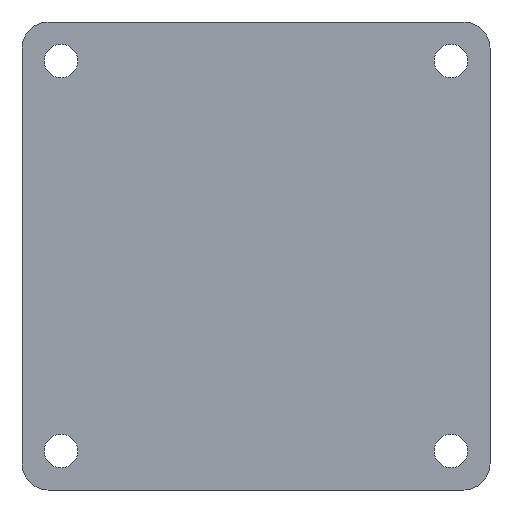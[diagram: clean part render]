
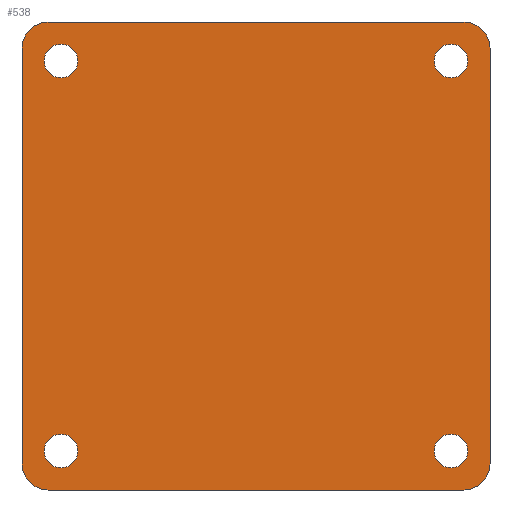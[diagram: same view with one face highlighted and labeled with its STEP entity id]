
A CAD part, front view. The second image highlights one B-rep face of the part: STEP entity #538.
In plain terms, the highlighted planar face has unit normal (0, -1, 0).
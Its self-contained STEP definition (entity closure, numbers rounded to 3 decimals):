
#7 = CARTESIAN_POINT ( 'NONE',  ( -90., 0., 90. ) ) ;
#22 = CIRCLE ( 'NONE', #2561, 6.5 ) ;
#66 = DIRECTION ( 'NONE',  ( 0., 0., -1. ) ) ;
#74 = AXIS2_PLACEMENT_3D ( 'NONE', #974, #2281, #135 ) ;
#85 = VERTEX_POINT ( 'NONE', #2108 ) ;
#92 = CARTESIAN_POINT ( 'NONE',  ( -90., 0., 90. ) ) ;
#95 = LINE ( 'NONE', #993, #2753 ) ;
#135 = DIRECTION ( 'NONE',  ( 0., 0., 1. ) ) ;
#142 = EDGE_CURVE ( 'NONE', #570, #191, #2033, .T. ) ;
#155 = EDGE_CURVE ( 'NONE', #689, #994, #2803, .T. ) ;
#183 = ORIENTED_EDGE ( 'NONE', *, *, #1713, .T. ) ;
#191 = VERTEX_POINT ( 'NONE', #1872 ) ;
#207 = AXIS2_PLACEMENT_3D ( 'NONE', #692, #1964, #1512 ) ;
#211 = CIRCLE ( 'NONE', #2465, 10. ) ;
#221 = EDGE_CURVE ( 'NONE', #1854, #549, #1431, .T. ) ;
#239 = CARTESIAN_POINT ( 'NONE',  ( 90., 0., 80. ) ) ;
#286 = CARTESIAN_POINT ( 'NONE',  ( -80., 0., -90. ) ) ;
#311 = VERTEX_POINT ( 'NONE', #286 ) ;
#321 = DIRECTION ( 'NONE',  ( 0., -1., 0. ) ) ;
#329 = DIRECTION ( 'NONE',  ( 0., 0., -1. ) ) ;
#354 = DIRECTION ( 'NONE',  ( 0., 0., 1. ) ) ;
#365 = CARTESIAN_POINT ( 'NONE',  ( 75., 0., -68.5 ) ) ;
#367 = ORIENTED_EDGE ( 'NONE', *, *, #1058, .F. ) ;
#377 = EDGE_CURVE ( 'NONE', #570, #311, #95, .T. ) ;
#386 = DIRECTION ( 'NONE',  ( 0., 1., 0. ) ) ;
#395 = VERTEX_POINT ( 'NONE', #681 ) ;
#410 = VERTEX_POINT ( 'NONE', #239 ) ;
#429 = ORIENTED_EDGE ( 'NONE', *, *, #1272, .T. ) ;
#454 = VECTOR ( 'NONE', #1849, 1000. ) ;
#476 = DIRECTION ( 'NONE',  ( 0., 0., -1. ) ) ;
#486 = DIRECTION ( 'NONE',  ( 0., 0., -1. ) ) ;
#537 = CIRCLE ( 'NONE', #766, 10. ) ;
#538 = ADVANCED_FACE ( 'NONE', ( #1129, #1767, #1093, #1977, #1746 ), #2595, .T. ) ;
#549 = VERTEX_POINT ( 'NONE', #649 ) ;
#570 = VERTEX_POINT ( 'NONE', #2220 ) ;
#616 = ORIENTED_EDGE ( 'NONE', *, *, #2314, .T. ) ;
#639 = CARTESIAN_POINT ( 'NONE',  ( -75., 0., 68.5 ) ) ;
#649 = CARTESIAN_POINT ( 'NONE',  ( 75., 0., -81.5 ) ) ;
#662 = DIRECTION ( 'NONE',  ( 0., 1., 0. ) ) ;
#681 = CARTESIAN_POINT ( 'NONE',  ( -90., 0., -80. ) ) ;
#687 = DIRECTION ( 'NONE',  ( 0., 0., 1. ) ) ;
#689 = VERTEX_POINT ( 'NONE', #1604 ) ;
#692 = CARTESIAN_POINT ( 'NONE',  ( 0., 0., 0. ) ) ;
#727 = AXIS2_PLACEMENT_3D ( 'NONE', #1581, #2452, #476 ) ;
#742 = CARTESIAN_POINT ( 'NONE',  ( -90., 0., 80. ) ) ;
#766 = AXIS2_PLACEMENT_3D ( 'NONE', #1263, #2499, #66 ) ;
#776 = DIRECTION ( 'NONE',  ( -1., 0., 0. ) ) ;
#821 = AXIS2_PLACEMENT_3D ( 'NONE', #2311, #1626, #2497 ) ;
#827 = EDGE_LOOP ( 'NONE', ( #367, #1088, #2590, #429, #2646, #1873, #1538, #1303 ) ) ;
#874 = CARTESIAN_POINT ( 'NONE',  ( -75., 0., 75. ) ) ;
#885 = ORIENTED_EDGE ( 'NONE', *, *, #917, .T. ) ;
#917 = EDGE_CURVE ( 'NONE', #2414, #1338, #999, .T. ) ;
#941 = EDGE_CURVE ( 'NONE', #1768, #85, #1961, .T. ) ;
#947 = VERTEX_POINT ( 'NONE', #2576 ) ;
#974 = CARTESIAN_POINT ( 'NONE',  ( 75., 0., -75. ) ) ;
#993 = CARTESIAN_POINT ( 'NONE',  ( -90., 0., -90. ) ) ;
#994 = VERTEX_POINT ( 'NONE', #2186 ) ;
#999 = CIRCLE ( 'NONE', #2602, 6.5 ) ;
#1011 = CARTESIAN_POINT ( 'NONE',  ( 80., 0., 80. ) ) ;
#1058 = EDGE_CURVE ( 'NONE', #410, #191, #1567, .T. ) ;
#1088 = ORIENTED_EDGE ( 'NONE', *, *, #1184, .T. ) ;
#1093 = FACE_BOUND ( 'NONE', #2264, .T. ) ;
#1129 = FACE_BOUND ( 'NONE', #1327, .T. ) ;
#1184 = EDGE_CURVE ( 'NONE', #410, #85, #211, .T. ) ;
#1205 = DIRECTION ( 'NONE',  ( 0., 0., -1. ) ) ;
#1263 = CARTESIAN_POINT ( 'NONE',  ( -80., 0., 80. ) ) ;
#1272 = EDGE_CURVE ( 'NONE', #1768, #1698, #537, .T. ) ;
#1303 = ORIENTED_EDGE ( 'NONE', *, *, #142, .T. ) ;
#1306 = EDGE_LOOP ( 'NONE', ( #2804, #616 ) ) ;
#1327 = EDGE_LOOP ( 'NONE', ( #885, #183 ) ) ;
#1338 = VERTEX_POINT ( 'NONE', #639 ) ;
#1339 = DIRECTION ( 'NONE',  ( 1., 0., 0. ) ) ;
#1340 = CIRCLE ( 'NONE', #2162, 6.5 ) ;
#1431 = CIRCLE ( 'NONE', #74, 6.5 ) ;
#1439 = CARTESIAN_POINT ( 'NONE',  ( 75., 0., 75. ) ) ;
#1440 = LINE ( 'NONE', #92, #454 ) ;
#1512 = DIRECTION ( 'NONE',  ( 0., 0., -1. ) ) ;
#1518 = CIRCLE ( 'NONE', #2516, 6.5 ) ;
#1538 = ORIENTED_EDGE ( 'NONE', *, *, #377, .F. ) ;
#1567 = LINE ( 'NONE', #2458, #1878 ) ;
#1581 = CARTESIAN_POINT ( 'NONE',  ( -80., 0., -80. ) ) ;
#1604 = CARTESIAN_POINT ( 'NONE',  ( 75., 0., 81.5 ) ) ;
#1610 = ORIENTED_EDGE ( 'NONE', *, *, #221, .T. ) ;
#1626 = DIRECTION ( 'NONE',  ( 0., 1., 0. ) ) ;
#1688 = EDGE_CURVE ( 'NONE', #395, #1698, #1440, .T. ) ;
#1697 = EDGE_CURVE ( 'NONE', #549, #1854, #22, .T. ) ;
#1698 = VERTEX_POINT ( 'NONE', #742 ) ;
#1713 = EDGE_CURVE ( 'NONE', #1338, #2414, #2060, .T. ) ;
#1746 = FACE_OUTER_BOUND ( 'NONE', #827, .T. ) ;
#1767 = FACE_BOUND ( 'NONE', #1864, .T. ) ;
#1768 = VERTEX_POINT ( 'NONE', #2143 ) ;
#1769 = DIRECTION ( 'NONE',  ( 0., 0., 1. ) ) ;
#1790 = DIRECTION ( 'NONE',  ( 0., 1., 0. ) ) ;
#1824 = DIRECTION ( 'NONE',  ( 0., 1., 0. ) ) ;
#1849 = DIRECTION ( 'NONE',  ( 0., 0., 1. ) ) ;
#1854 = VERTEX_POINT ( 'NONE', #365 ) ;
#1864 = EDGE_LOOP ( 'NONE', ( #1610, #2680 ) ) ;
#1869 = VERTEX_POINT ( 'NONE', #2130 ) ;
#1872 = CARTESIAN_POINT ( 'NONE',  ( 90., 0., -80. ) ) ;
#1873 = ORIENTED_EDGE ( 'NONE', *, *, #2332, .T. ) ;
#1878 = VECTOR ( 'NONE', #486, 1000. ) ;
#1891 = CIRCLE ( 'NONE', #727, 10. ) ;
#1949 = CARTESIAN_POINT ( 'NONE',  ( -75., 0., -75. ) ) ;
#1950 = EDGE_CURVE ( 'NONE', #1869, #947, #1340, .T. ) ;
#1961 = LINE ( 'NONE', #7, #2658 ) ;
#1964 = DIRECTION ( 'NONE',  ( 0., -1., 0. ) ) ;
#1977 = FACE_BOUND ( 'NONE', #1306, .T. ) ;
#2033 = CIRCLE ( 'NONE', #2707, 10. ) ;
#2060 = CIRCLE ( 'NONE', #821, 6.5 ) ;
#2084 = DIRECTION ( 'NONE',  ( 0., 1., 0. ) ) ;
#2096 = DIRECTION ( 'NONE',  ( 0., 0., 1. ) ) ;
#2108 = CARTESIAN_POINT ( 'NONE',  ( 80., 0., 90. ) ) ;
#2111 = EDGE_CURVE ( 'NONE', #994, #689, #1518, .T. ) ;
#2130 = CARTESIAN_POINT ( 'NONE',  ( -75., 0., -68.5 ) ) ;
#2142 = CARTESIAN_POINT ( 'NONE',  ( -75., 0., 81.5 ) ) ;
#2143 = CARTESIAN_POINT ( 'NONE',  ( -80., 0., 90. ) ) ;
#2162 = AXIS2_PLACEMENT_3D ( 'NONE', #2266, #1824, #1769 ) ;
#2186 = CARTESIAN_POINT ( 'NONE',  ( 75., 0., 68.5 ) ) ;
#2220 = CARTESIAN_POINT ( 'NONE',  ( 80., 0., -90. ) ) ;
#2233 = ORIENTED_EDGE ( 'NONE', *, *, #155, .T. ) ;
#2264 = EDGE_LOOP ( 'NONE', ( #2233, #2731 ) ) ;
#2266 = CARTESIAN_POINT ( 'NONE',  ( -75., 0., -75. ) ) ;
#2281 = DIRECTION ( 'NONE',  ( 0., 1., 0. ) ) ;
#2284 = CARTESIAN_POINT ( 'NONE',  ( 75., 0., -75. ) ) ;
#2296 = AXIS2_PLACEMENT_3D ( 'NONE', #1949, #1790, #687 ) ;
#2305 = CARTESIAN_POINT ( 'NONE',  ( 75., 0., 75. ) ) ;
#2310 = DIRECTION ( 'NONE',  ( 0., -1., 0. ) ) ;
#2311 = CARTESIAN_POINT ( 'NONE',  ( -75., 0., 75. ) ) ;
#2314 = EDGE_CURVE ( 'NONE', #947, #1869, #2610, .T. ) ;
#2332 = EDGE_CURVE ( 'NONE', #395, #311, #1891, .T. ) ;
#2414 = VERTEX_POINT ( 'NONE', #2142 ) ;
#2422 = DIRECTION ( 'NONE',  ( 0., 0., 1. ) ) ;
#2452 = DIRECTION ( 'NONE',  ( 0., -1., 0. ) ) ;
#2458 = CARTESIAN_POINT ( 'NONE',  ( 90., 0., 90. ) ) ;
#2465 = AXIS2_PLACEMENT_3D ( 'NONE', #1011, #321, #1205 ) ;
#2480 = AXIS2_PLACEMENT_3D ( 'NONE', #1439, #2708, #2096 ) ;
#2482 = CARTESIAN_POINT ( 'NONE',  ( 80., 0., -80. ) ) ;
#2497 = DIRECTION ( 'NONE',  ( 0., 0., 1. ) ) ;
#2499 = DIRECTION ( 'NONE',  ( 0., -1., 0. ) ) ;
#2516 = AXIS2_PLACEMENT_3D ( 'NONE', #2305, #386, #354 ) ;
#2561 = AXIS2_PLACEMENT_3D ( 'NONE', #2284, #2084, #2710 ) ;
#2576 = CARTESIAN_POINT ( 'NONE',  ( -75., 0., -81.5 ) ) ;
#2590 = ORIENTED_EDGE ( 'NONE', *, *, #941, .F. ) ;
#2595 = PLANE ( 'NONE',  #207 ) ;
#2602 = AXIS2_PLACEMENT_3D ( 'NONE', #874, #662, #2422 ) ;
#2610 = CIRCLE ( 'NONE', #2296, 6.5 ) ;
#2646 = ORIENTED_EDGE ( 'NONE', *, *, #1688, .F. ) ;
#2658 = VECTOR ( 'NONE', #1339, 1000. ) ;
#2680 = ORIENTED_EDGE ( 'NONE', *, *, #1697, .T. ) ;
#2707 = AXIS2_PLACEMENT_3D ( 'NONE', #2482, #2310, #329 ) ;
#2708 = DIRECTION ( 'NONE',  ( 0., 1., 0. ) ) ;
#2710 = DIRECTION ( 'NONE',  ( 0., 0., 1. ) ) ;
#2731 = ORIENTED_EDGE ( 'NONE', *, *, #2111, .T. ) ;
#2753 = VECTOR ( 'NONE', #776, 1000. ) ;
#2803 = CIRCLE ( 'NONE', #2480, 6.5 ) ;
#2804 = ORIENTED_EDGE ( 'NONE', *, *, #1950, .T. ) ;
